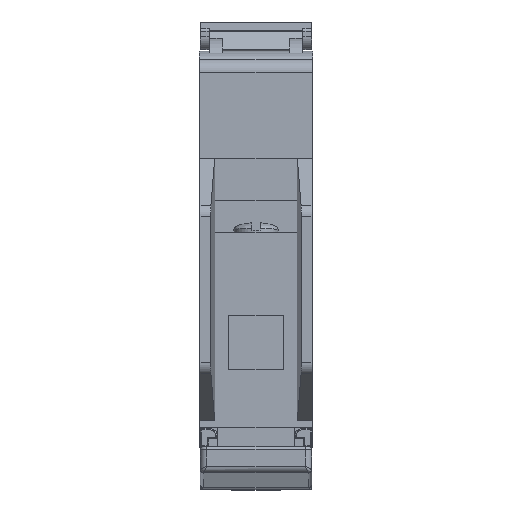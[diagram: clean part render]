
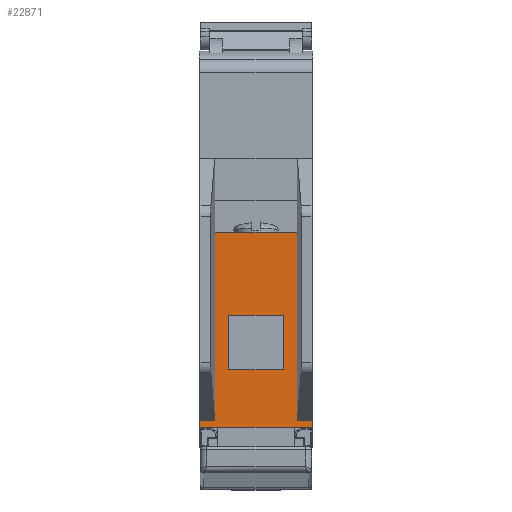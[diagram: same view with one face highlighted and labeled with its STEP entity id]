
A CAD part, top view. The second image highlights one B-rep face of the part: STEP entity #22871.
In plain terms, the highlighted planar face has unit normal (0, 0, 1).
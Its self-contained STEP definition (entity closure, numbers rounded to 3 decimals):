
#123 = LINE ( 'NONE', #33757, #26093 ) ;
#2006 = ORIENTED_EDGE ( 'NONE', *, *, #42778, .T. ) ;
#3442 = CARTESIAN_POINT ( 'NONE',  ( -4.25, -9.932, 42.856 ) ) ;
#4850 = EDGE_CURVE ( 'NONE', #29704, #13321, #48411, .T. ) ;
#4936 = CARTESIAN_POINT ( 'NONE',  ( 8.75, -26.432, 42.856 ) ) ;
#5217 = AXIS2_PLACEMENT_3D ( 'NONE', #4936, #9444, #18566 ) ;
#5961 = VECTOR ( 'NONE', #30264, 1000. ) ;
#7541 = LINE ( 'NONE', #40767, #14970 ) ;
#7811 = LINE ( 'NONE', #12002, #54962 ) ;
#8132 = CARTESIAN_POINT ( 'NONE',  ( 8.75, -27.432, 42.856 ) ) ;
#9130 = DIRECTION ( 'NONE',  ( 0., 1., 0. ) ) ;
#9444 = DIRECTION ( 'NONE',  ( 0., 0., -1. ) ) ;
#9635 = ORIENTED_EDGE ( 'NONE', *, *, #46056, .F. ) ;
#9686 = CARTESIAN_POINT ( 'NONE',  ( 4.25, -9.932, 42.856 ) ) ;
#10211 = CARTESIAN_POINT ( 'NONE',  ( -8.75, -26.432, 42.856 ) ) ;
#10438 = LINE ( 'NONE', #52558, #46721 ) ;
#11167 = LINE ( 'NONE', #25088, #37795 ) ;
#12002 = CARTESIAN_POINT ( 'NONE',  ( 6.45, 3.068, 42.856 ) ) ;
#12142 = CARTESIAN_POINT ( 'NONE',  ( 6.45, -26.432, 42.856 ) ) ;
#13321 = VERTEX_POINT ( 'NONE', #16856 ) ;
#14179 = CARTESIAN_POINT ( 'NONE',  ( 8.75, -27.432, 42.856 ) ) ;
#14357 = VERTEX_POINT ( 'NONE', #24072 ) ;
#14751 = EDGE_LOOP ( 'NONE', ( #2006, #38116, #39238, #55337, #47658, #9635, #14961, #49901 ) ) ;
#14961 = ORIENTED_EDGE ( 'NONE', *, *, #36467, .F. ) ;
#14970 = VECTOR ( 'NONE', #24023, 1000. ) ;
#15762 = EDGE_CURVE ( 'NONE', #55090, #36432, #50700, .T. ) ;
#15964 = VECTOR ( 'NONE', #39148, 1000. ) ;
#16277 = EDGE_LOOP ( 'NONE', ( #45514, #32384, #39100, #17490 ) ) ;
#16856 = CARTESIAN_POINT ( 'NONE',  ( -8.75, -27.432, 42.856 ) ) ;
#17490 = ORIENTED_EDGE ( 'NONE', *, *, #32182, .F. ) ;
#18566 = DIRECTION ( 'NONE',  ( -1., 0., 0. ) ) ;
#18711 = EDGE_CURVE ( 'NONE', #36432, #27011, #10438, .T. ) ;
#19769 = DIRECTION ( 'NONE',  ( 0., 1., 0. ) ) ;
#19795 = CARTESIAN_POINT ( 'NONE',  ( 4.25, -9.932, 42.856 ) ) ;
#20309 = VECTOR ( 'NONE', #9130, 1000. ) ;
#20391 = VECTOR ( 'NONE', #45455, 1000. ) ;
#21279 = CARTESIAN_POINT ( 'NONE',  ( 8.75, -26.432, 42.856 ) ) ;
#21475 = CARTESIAN_POINT ( 'NONE',  ( -4.25, -18.432, 42.856 ) ) ;
#21840 = LINE ( 'NONE', #21279, #15964 ) ;
#22871 = ADVANCED_FACE ( 'NONE', ( #48198, #47668 ), #26735, .F. ) ;
#24023 = DIRECTION ( 'NONE',  ( 0., -1., 0. ) ) ;
#24072 = CARTESIAN_POINT ( 'NONE',  ( -6.45, 3.068, 42.856 ) ) ;
#24530 = LINE ( 'NONE', #53843, #20391 ) ;
#25088 = CARTESIAN_POINT ( 'NONE',  ( 6.45, -46.186, 42.856 ) ) ;
#26093 = VECTOR ( 'NONE', #38776, 1000. ) ;
#26221 = DIRECTION ( 'NONE',  ( -1., 0., 0. ) ) ;
#26735 = PLANE ( 'NONE',  #5217 ) ;
#27011 = VERTEX_POINT ( 'NONE', #3442 ) ;
#27477 = DIRECTION ( 'NONE',  ( -1., 0., 0. ) ) ;
#28118 = VECTOR ( 'NONE', #26221, 1000. ) ;
#28175 = EDGE_CURVE ( 'NONE', #50200, #29704, #37801, .T. ) ;
#29004 = VERTEX_POINT ( 'NONE', #12142 ) ;
#29062 = DIRECTION ( 'NONE',  ( 1., 0., 0. ) ) ;
#29704 = VERTEX_POINT ( 'NONE', #46814 ) ;
#30264 = DIRECTION ( 'NONE',  ( -1., 0., 0. ) ) ;
#31242 = LINE ( 'NONE', #14179, #28118 ) ;
#32182 = EDGE_CURVE ( 'NONE', #27011, #54432, #123, .T. ) ;
#32384 = ORIENTED_EDGE ( 'NONE', *, *, #15762, .F. ) ;
#33757 = CARTESIAN_POINT ( 'NONE',  ( -4.25, -9.932, 42.856 ) ) ;
#34501 = VERTEX_POINT ( 'NONE', #54198 ) ;
#35481 = EDGE_CURVE ( 'NONE', #14357, #41311, #7811, .T. ) ;
#36432 = VERTEX_POINT ( 'NONE', #19795 ) ;
#36467 = EDGE_CURVE ( 'NONE', #34501, #42420, #7541, .T. ) ;
#37281 = EDGE_CURVE ( 'NONE', #50200, #14357, #24530, .T. ) ;
#37366 = CARTESIAN_POINT ( 'NONE',  ( -4.25, -18.432, 42.856 ) ) ;
#37795 = VECTOR ( 'NONE', #19769, 1000. ) ;
#37801 = LINE ( 'NONE', #42232, #5961 ) ;
#38116 = ORIENTED_EDGE ( 'NONE', *, *, #35481, .F. ) ;
#38510 = VECTOR ( 'NONE', #55239, 1000. ) ;
#38776 = DIRECTION ( 'NONE',  ( 0., -1., 0. ) ) ;
#39100 = ORIENTED_EDGE ( 'NONE', *, *, #40450, .F. ) ;
#39148 = DIRECTION ( 'NONE',  ( -1., 0., 0. ) ) ;
#39238 = ORIENTED_EDGE ( 'NONE', *, *, #37281, .F. ) ;
#40450 = EDGE_CURVE ( 'NONE', #54432, #55090, #46860, .T. ) ;
#40767 = CARTESIAN_POINT ( 'NONE',  ( 8.75, -26.432, 42.856 ) ) ;
#41311 = VERTEX_POINT ( 'NONE', #45757 ) ;
#42232 = CARTESIAN_POINT ( 'NONE',  ( 8.75, -26.432, 42.856 ) ) ;
#42420 = VERTEX_POINT ( 'NONE', #8132 ) ;
#42778 = EDGE_CURVE ( 'NONE', #29004, #41311, #11167, .T. ) ;
#45455 = DIRECTION ( 'NONE',  ( 0., 1., 0. ) ) ;
#45514 = ORIENTED_EDGE ( 'NONE', *, *, #18711, .F. ) ;
#45757 = CARTESIAN_POINT ( 'NONE',  ( 6.45, 3.068, 42.856 ) ) ;
#46056 = EDGE_CURVE ( 'NONE', #42420, #13321, #31242, .T. ) ;
#46721 = VECTOR ( 'NONE', #27477, 1000. ) ;
#46814 = CARTESIAN_POINT ( 'NONE',  ( -8.75, -26.432, 42.856 ) ) ;
#46860 = LINE ( 'NONE', #21475, #38510 ) ;
#47658 = ORIENTED_EDGE ( 'NONE', *, *, #4850, .T. ) ;
#47668 = FACE_OUTER_BOUND ( 'NONE', #14751, .T. ) ;
#48198 = FACE_BOUND ( 'NONE', #16277, .T. ) ;
#48411 = LINE ( 'NONE', #10211, #52850 ) ;
#48503 = CARTESIAN_POINT ( 'NONE',  ( -6.45, -26.432, 42.856 ) ) ;
#49901 = ORIENTED_EDGE ( 'NONE', *, *, #50076, .T. ) ;
#50076 = EDGE_CURVE ( 'NONE', #34501, #29004, #21840, .T. ) ;
#50200 = VERTEX_POINT ( 'NONE', #48503 ) ;
#50700 = LINE ( 'NONE', #9686, #20309 ) ;
#52366 = CARTESIAN_POINT ( 'NONE',  ( 4.25, -18.432, 42.856 ) ) ;
#52558 = CARTESIAN_POINT ( 'NONE',  ( -4.25, -9.932, 42.856 ) ) ;
#52850 = VECTOR ( 'NONE', #53718, 1000. ) ;
#53718 = DIRECTION ( 'NONE',  ( 0., -1., 0. ) ) ;
#53843 = CARTESIAN_POINT ( 'NONE',  ( -6.45, -46.186, 42.856 ) ) ;
#54198 = CARTESIAN_POINT ( 'NONE',  ( 8.75, -26.432, 42.856 ) ) ;
#54432 = VERTEX_POINT ( 'NONE', #37366 ) ;
#54962 = VECTOR ( 'NONE', #29062, 1000. ) ;
#55090 = VERTEX_POINT ( 'NONE', #52366 ) ;
#55239 = DIRECTION ( 'NONE',  ( 1., 0., 0. ) ) ;
#55337 = ORIENTED_EDGE ( 'NONE', *, *, #28175, .T. ) ;
